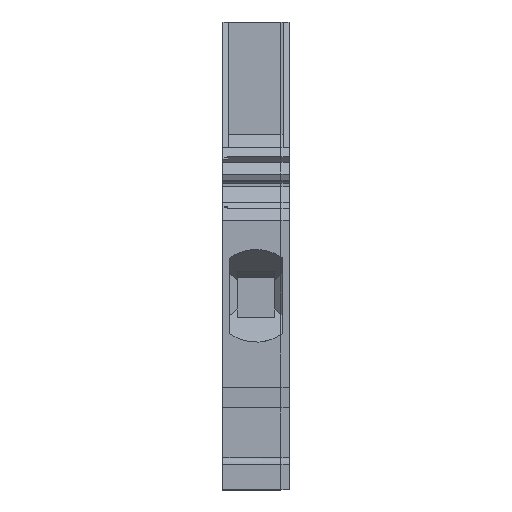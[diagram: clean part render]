
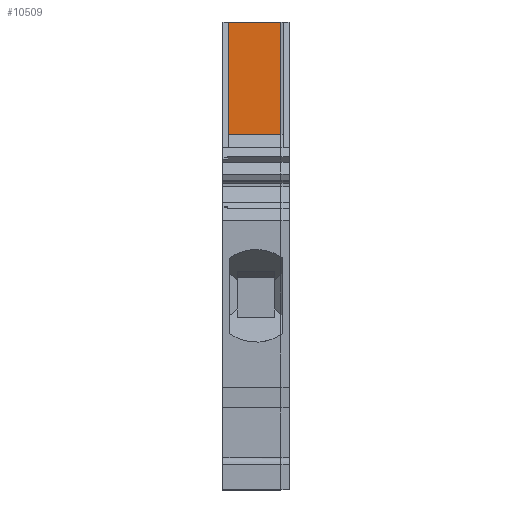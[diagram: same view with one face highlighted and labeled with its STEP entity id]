
A CAD part, front view. The second image highlights one B-rep face of the part: STEP entity #10509.
In plain terms, the highlighted planar face has unit normal (0, -1, 0).
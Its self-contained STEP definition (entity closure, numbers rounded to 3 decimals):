
#3433=AXIS2_PLACEMENT_3D('Plane Axis2P3D',#3430,#3431,#3432) ;
#3430=CARTESIAN_POINT('Axis2P3D Location',(7.45,54.5,43.794)) ;
#7001=CARTESIAN_POINT('Vertex',(7.15,54.5,57.6)) ;
#7004=CARTESIAN_POINT('Line Origine',(7.15,54.5,50.697)) ;
#7008=CARTESIAN_POINT('Vertex',(7.15,54.5,43.794)) ;
#8930=CARTESIAN_POINT('Vertex',(0.7,54.5,57.6)) ;
#8933=CARTESIAN_POINT('Line Origine',(3.925,54.5,57.6)) ;
#10491=CARTESIAN_POINT('Line Origine',(0.7,54.5,50.697)) ;
#10495=CARTESIAN_POINT('Vertex',(0.7,54.5,43.794)) ;
#10498=CARTESIAN_POINT('Line Origine',(3.925,54.5,43.794)) ;
#3431=DIRECTION('Axis2P3D Direction',(0.,1.,0.)) ;
#3432=DIRECTION('Axis2P3D XDirection',(0.,0.,1.)) ;
#7005=DIRECTION('Vector Direction',(0.,0.,1.)) ;
#8934=DIRECTION('Vector Direction',(1.,0.,0.)) ;
#10492=DIRECTION('Vector Direction',(0.,0.,1.)) ;
#10499=DIRECTION('Vector Direction',(-1.,0.,0.)) ;
#7006=VECTOR('Line Direction',#7005,1.) ;
#8935=VECTOR('Line Direction',#8934,1.) ;
#10493=VECTOR('Line Direction',#10492,1.) ;
#10500=VECTOR('Line Direction',#10499,1.) ;
#10504=ORIENTED_EDGE('',*,*,#7010,.T.) ;
#10505=ORIENTED_EDGE('',*,*,#8937,.F.) ;
#10506=ORIENTED_EDGE('',*,*,#10497,.F.) ;
#10507=ORIENTED_EDGE('',*,*,#10502,.F.) ;
#10509=ADVANCED_FACE('MANIFOLD_SOLID_BREP #85770',(#10508),#3434,.F.) ;
#7010=EDGE_CURVE('',#7009,#7002,#7007,.T.) ;
#8937=EDGE_CURVE('',#8931,#7002,#8936,.T.) ;
#10497=EDGE_CURVE('',#10496,#8931,#10494,.T.) ;
#10502=EDGE_CURVE('',#7009,#10496,#10501,.T.) ;
#10503=EDGE_LOOP('',(#10504,#10505,#10506,#10507)) ;
#10508=FACE_OUTER_BOUND('',#10503,.T.) ;
#7007=LINE('Line',#7004,#7006) ;
#8936=LINE('Line',#8933,#8935) ;
#10494=LINE('Line',#10491,#10493) ;
#10501=LINE('Line',#10498,#10500) ;
#3434=PLANE('',#3433) ;
#7002=VERTEX_POINT('',#7001) ;
#7009=VERTEX_POINT('',#7008) ;
#8931=VERTEX_POINT('',#8930) ;
#10496=VERTEX_POINT('',#10495) ;
